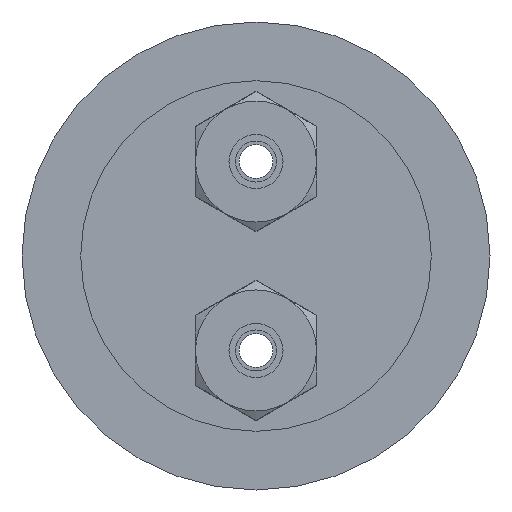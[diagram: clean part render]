
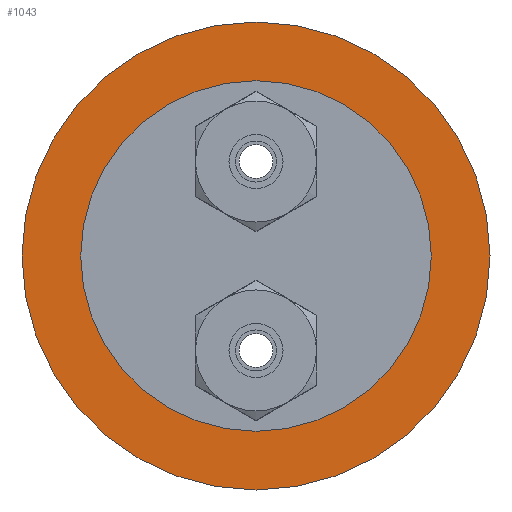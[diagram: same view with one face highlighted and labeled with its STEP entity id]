
A CAD part, front view. The second image highlights one B-rep face of the part: STEP entity #1043.
In plain terms, the highlighted planar face has unit normal (0, -1, 0).
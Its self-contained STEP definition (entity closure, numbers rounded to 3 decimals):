
#187=FACE_BOUND('',#301,.T.);
#199=PLANE('',#1216);
#230=FACE_OUTER_BOUND('',#300,.T.);
#300=EDGE_LOOP('',(#773,#774));
#301=EDGE_LOOP('',(#775,#776));
#427=CIRCLE('',#1204,27.5);
#428=CIRCLE('',#1205,27.5);
#433=CIRCLE('',#1214,20.6);
#434=CIRCLE('',#1215,20.6);
#497=VERTEX_POINT('',#1681);
#498=VERTEX_POINT('',#1683);
#503=VERTEX_POINT('',#1699);
#504=VERTEX_POINT('',#1701);
#596=EDGE_CURVE('',#497,#498,#427,.T.);
#597=EDGE_CURVE('',#498,#497,#428,.T.);
#604=EDGE_CURVE('',#504,#503,#433,.T.);
#605=EDGE_CURVE('',#503,#504,#434,.T.);
#773=ORIENTED_EDGE('',*,*,#597,.F.);
#774=ORIENTED_EDGE('',*,*,#596,.F.);
#775=ORIENTED_EDGE('',*,*,#604,.T.);
#776=ORIENTED_EDGE('',*,*,#605,.T.);
#1043=ADVANCED_FACE('',(#230,#187),#199,.T.);
#1204=AXIS2_PLACEMENT_3D('',#1684,#1374,#1375);
#1205=AXIS2_PLACEMENT_3D('',#1685,#1376,#1377);
#1214=AXIS2_PLACEMENT_3D('',#1702,#1396,#1397);
#1215=AXIS2_PLACEMENT_3D('',#1703,#1398,#1399);
#1216=AXIS2_PLACEMENT_3D('',#1704,#1400,#1401);
#1374=DIRECTION('center_axis',(0.,1.,0.));
#1375=DIRECTION('ref_axis',(1.,0.,0.));
#1376=DIRECTION('center_axis',(0.,1.,0.));
#1377=DIRECTION('ref_axis',(1.,0.,0.));
#1396=DIRECTION('center_axis',(0.,1.,0.));
#1397=DIRECTION('ref_axis',(1.,0.,0.));
#1398=DIRECTION('center_axis',(0.,1.,0.));
#1399=DIRECTION('ref_axis',(1.,0.,0.));
#1400=DIRECTION('center_axis',(0.,-1.,0.));
#1401=DIRECTION('ref_axis',(0.,0.,-1.));
#1681=CARTESIAN_POINT('',(27.5,0.,0.));
#1683=CARTESIAN_POINT('',(-27.5,0.,0.));
#1684=CARTESIAN_POINT('Origin',(0.,0.,0.));
#1685=CARTESIAN_POINT('Origin',(0.,0.,0.));
#1699=CARTESIAN_POINT('',(20.6,0.,0.));
#1701=CARTESIAN_POINT('',(-20.6,0.,0.));
#1702=CARTESIAN_POINT('Origin',(0.,0.,0.));
#1703=CARTESIAN_POINT('Origin',(0.,0.,0.));
#1704=CARTESIAN_POINT('Origin',(-27.5,0.,0.));
